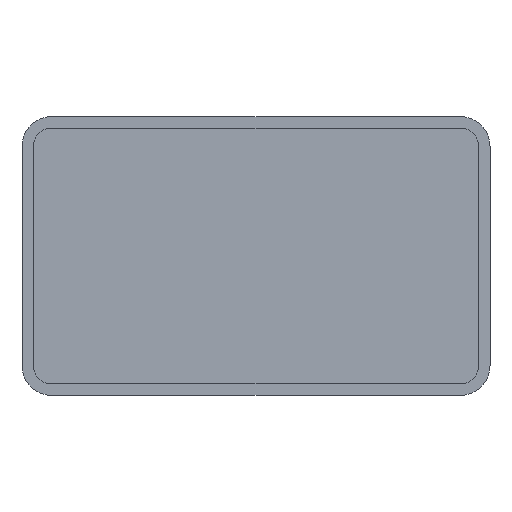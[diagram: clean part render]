
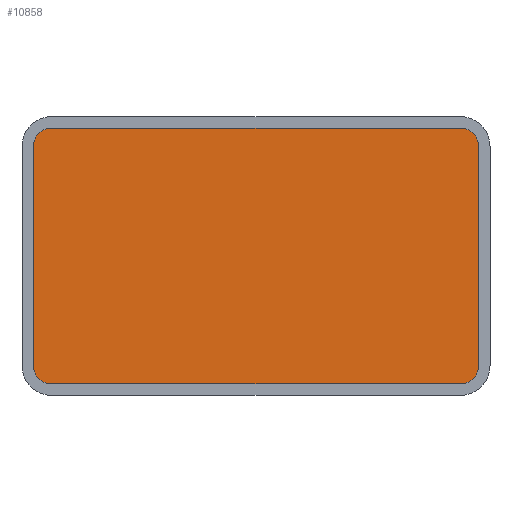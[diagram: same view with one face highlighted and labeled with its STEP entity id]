
A CAD part, front view. The second image highlights one B-rep face of the part: STEP entity #10858.
In plain terms, the highlighted planar face has unit normal (0, -1, 0).
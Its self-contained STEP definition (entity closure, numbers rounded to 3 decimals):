
#27=CIRCLE('',#11044,4.15);
#28=CIRCLE('',#11045,4.15);
#29=CIRCLE('',#11046,4.15);
#30=CIRCLE('',#11047,4.15);
#1733=FACE_OUTER_BOUND('',#2364,.T.);
#2364=EDGE_LOOP('',(#10030,#10031,#10032,#10033,#10034,#10035,#10036,#10037));
#3130=LINE('',#21342,#3904);
#3131=LINE('',#21346,#3905);
#3132=LINE('',#21350,#3906);
#3133=LINE('',#21354,#3907);
#3904=VECTOR('',#12128,10.);
#3905=VECTOR('',#12131,10.);
#3906=VECTOR('',#12134,10.);
#3907=VECTOR('',#12137,10.);
#5190=VERTEX_POINT('',#21340);
#5191=VERTEX_POINT('',#21341);
#5192=VERTEX_POINT('',#21343);
#5193=VERTEX_POINT('',#21345);
#5194=VERTEX_POINT('',#21347);
#5195=VERTEX_POINT('',#21349);
#5196=VERTEX_POINT('',#21351);
#5197=VERTEX_POINT('',#21353);
#6812=EDGE_CURVE('',#5190,#5191,#3130,.T.);
#6813=EDGE_CURVE('',#5191,#5192,#27,.T.);
#6814=EDGE_CURVE('',#5192,#5193,#3131,.T.);
#6815=EDGE_CURVE('',#5193,#5194,#28,.T.);
#6816=EDGE_CURVE('',#5194,#5195,#3132,.T.);
#6817=EDGE_CURVE('',#5195,#5196,#29,.T.);
#6818=EDGE_CURVE('',#5196,#5197,#3133,.T.);
#6819=EDGE_CURVE('',#5197,#5190,#30,.T.);
#10030=ORIENTED_EDGE('',*,*,#6812,.T.);
#10031=ORIENTED_EDGE('',*,*,#6813,.T.);
#10032=ORIENTED_EDGE('',*,*,#6814,.T.);
#10033=ORIENTED_EDGE('',*,*,#6815,.T.);
#10034=ORIENTED_EDGE('',*,*,#6816,.T.);
#10035=ORIENTED_EDGE('',*,*,#6817,.T.);
#10036=ORIENTED_EDGE('',*,*,#6818,.T.);
#10037=ORIENTED_EDGE('',*,*,#6819,.T.);
#10276=PLANE('',#11043);
#10858=ADVANCED_FACE('',(#1733),#10276,.F.);
#11043=AXIS2_PLACEMENT_3D('',#21339,#12126,#12127);
#11044=AXIS2_PLACEMENT_3D('',#21344,#12129,#12130);
#11045=AXIS2_PLACEMENT_3D('',#21348,#12132,#12133);
#11046=AXIS2_PLACEMENT_3D('',#21352,#12135,#12136);
#11047=AXIS2_PLACEMENT_3D('',#21355,#12138,#12139);
#12126=DIRECTION('center_axis',(0.,1.,0.));
#12127=DIRECTION('ref_axis',(-1.,0.,0.));
#12128=DIRECTION('',(-1.,0.,0.));
#12129=DIRECTION('center_axis',(0.,-1.,0.));
#12130=DIRECTION('ref_axis',(-1.,0.,0.));
#12131=DIRECTION('',(0.,0.,-1.));
#12132=DIRECTION('center_axis',(0.,-1.,0.));
#12133=DIRECTION('ref_axis',(0.,0.,-1.));
#12134=DIRECTION('',(1.,0.,0.));
#12135=DIRECTION('center_axis',(0.,-1.,0.));
#12136=DIRECTION('ref_axis',(1.,0.,0.));
#12137=DIRECTION('',(0.,0.,1.));
#12138=DIRECTION('center_axis',(0.,-1.,0.));
#12139=DIRECTION('ref_axis',(0.,0.,1.));
#21339=CARTESIAN_POINT('Origin',(0.,25.1,0.));
#21340=CARTESIAN_POINT('',(46.55,25.1,29.15));
#21341=CARTESIAN_POINT('',(-46.55,25.1,29.15));
#21342=CARTESIAN_POINT('',(46.55,25.1,29.15));
#21343=CARTESIAN_POINT('',(-50.7,25.1,25.));
#21344=CARTESIAN_POINT('Origin',(-46.55,25.1,25.));
#21345=CARTESIAN_POINT('',(-50.7,25.1,-25.));
#21346=CARTESIAN_POINT('',(-50.7,25.1,25.));
#21347=CARTESIAN_POINT('',(-46.55,25.1,-29.15));
#21348=CARTESIAN_POINT('Origin',(-46.55,25.1,-25.));
#21349=CARTESIAN_POINT('',(46.55,25.1,-29.15));
#21350=CARTESIAN_POINT('',(-46.55,25.1,-29.15));
#21351=CARTESIAN_POINT('',(50.7,25.1,-25.));
#21352=CARTESIAN_POINT('Origin',(46.55,25.1,-25.));
#21353=CARTESIAN_POINT('',(50.7,25.1,25.));
#21354=CARTESIAN_POINT('',(50.7,25.1,-25.));
#21355=CARTESIAN_POINT('Origin',(46.55,25.1,25.));
